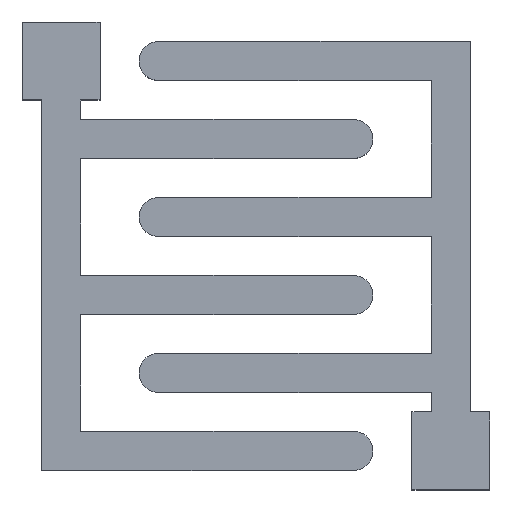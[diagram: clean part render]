
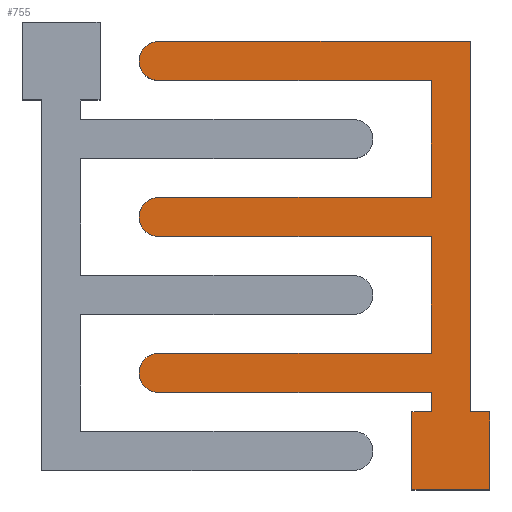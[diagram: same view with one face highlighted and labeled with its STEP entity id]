
A CAD part, top view. The second image highlights one B-rep face of the part: STEP entity #755.
In plain terms, the highlighted planar face has unit normal (0, 0, 1).
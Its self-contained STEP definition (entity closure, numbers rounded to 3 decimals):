
#18=CIRCLE('',#801,0.25);
#20=CIRCLE('',#807,0.25);
#22=CIRCLE('',#813,0.25);
#53=FACE_OUTER_BOUND('',#93,.T.);
#93=EDGE_LOOP('',(#559,#560,#561,#562,#563,#564,#565,#566,#567,#568,#569,
#570,#571,#572,#573,#574,#575,#576));
#117=LINE('',#1054,#213);
#120=LINE('',#1060,#216);
#123=LINE('',#1066,#219);
#126=LINE('',#1072,#222);
#129=LINE('',#1078,#225);
#132=LINE('',#1084,#228);
#135=LINE('',#1090,#231);
#139=LINE('',#1102,#235);
#142=LINE('',#1108,#238);
#145=LINE('',#1114,#241);
#149=LINE('',#1126,#245);
#152=LINE('',#1132,#248);
#155=LINE('',#1138,#251);
#159=LINE('',#1150,#255);
#162=LINE('',#1154,#258);
#213=VECTOR('',#850,10.);
#216=VECTOR('',#855,10.);
#219=VECTOR('',#860,10.);
#222=VECTOR('',#865,10.);
#225=VECTOR('',#870,10.);
#228=VECTOR('',#875,10.);
#231=VECTOR('',#880,10.);
#235=VECTOR('',#892,10.);
#238=VECTOR('',#897,10.);
#241=VECTOR('',#902,10.);
#245=VECTOR('',#914,10.);
#248=VECTOR('',#919,10.);
#251=VECTOR('',#924,10.);
#255=VECTOR('',#936,10.);
#258=VECTOR('',#941,10.);
#309=VERTEX_POINT('',#1051);
#310=VERTEX_POINT('',#1053);
#312=VERTEX_POINT('',#1059);
#314=VERTEX_POINT('',#1065);
#316=VERTEX_POINT('',#1071);
#318=VERTEX_POINT('',#1077);
#320=VERTEX_POINT('',#1083);
#322=VERTEX_POINT('',#1089);
#324=VERTEX_POINT('',#1095);
#326=VERTEX_POINT('',#1101);
#328=VERTEX_POINT('',#1107);
#330=VERTEX_POINT('',#1113);
#332=VERTEX_POINT('',#1119);
#334=VERTEX_POINT('',#1125);
#336=VERTEX_POINT('',#1131);
#338=VERTEX_POINT('',#1137);
#340=VERTEX_POINT('',#1143);
#342=VERTEX_POINT('',#1149);
#381=EDGE_CURVE('',#310,#309,#117,.T.);
#384=EDGE_CURVE('',#312,#310,#120,.T.);
#387=EDGE_CURVE('',#314,#312,#123,.T.);
#390=EDGE_CURVE('',#316,#314,#126,.T.);
#393=EDGE_CURVE('',#318,#316,#129,.T.);
#396=EDGE_CURVE('',#320,#318,#132,.T.);
#399=EDGE_CURVE('',#322,#320,#135,.T.);
#402=EDGE_CURVE('',#324,#322,#18,.T.);
#405=EDGE_CURVE('',#326,#324,#139,.T.);
#408=EDGE_CURVE('',#328,#326,#142,.T.);
#411=EDGE_CURVE('',#330,#328,#145,.T.);
#414=EDGE_CURVE('',#332,#330,#20,.T.);
#417=EDGE_CURVE('',#334,#332,#149,.T.);
#420=EDGE_CURVE('',#336,#334,#152,.T.);
#423=EDGE_CURVE('',#338,#336,#155,.T.);
#426=EDGE_CURVE('',#340,#338,#22,.T.);
#429=EDGE_CURVE('',#342,#340,#159,.T.);
#432=EDGE_CURVE('',#309,#342,#162,.T.);
#559=ORIENTED_EDGE('',*,*,#432,.T.);
#560=ORIENTED_EDGE('',*,*,#429,.T.);
#561=ORIENTED_EDGE('',*,*,#426,.T.);
#562=ORIENTED_EDGE('',*,*,#423,.T.);
#563=ORIENTED_EDGE('',*,*,#420,.T.);
#564=ORIENTED_EDGE('',*,*,#417,.T.);
#565=ORIENTED_EDGE('',*,*,#414,.T.);
#566=ORIENTED_EDGE('',*,*,#411,.T.);
#567=ORIENTED_EDGE('',*,*,#408,.T.);
#568=ORIENTED_EDGE('',*,*,#405,.T.);
#569=ORIENTED_EDGE('',*,*,#402,.T.);
#570=ORIENTED_EDGE('',*,*,#399,.T.);
#571=ORIENTED_EDGE('',*,*,#396,.T.);
#572=ORIENTED_EDGE('',*,*,#393,.T.);
#573=ORIENTED_EDGE('',*,*,#390,.T.);
#574=ORIENTED_EDGE('',*,*,#387,.T.);
#575=ORIENTED_EDGE('',*,*,#384,.T.);
#576=ORIENTED_EDGE('',*,*,#381,.T.);
#718=PLANE('',#816);
#755=ADVANCED_FACE('',(#53),#718,.T.);
#801=AXIS2_PLACEMENT_3D('',#1096,#886,#887);
#807=AXIS2_PLACEMENT_3D('',#1120,#908,#909);
#813=AXIS2_PLACEMENT_3D('',#1144,#930,#931);
#816=AXIS2_PLACEMENT_3D('',#1155,#942,#943);
#850=DIRECTION('',(-1.,0.,0.));
#855=DIRECTION('',(0.,1.,0.));
#860=DIRECTION('',(1.,0.,0.));
#865=DIRECTION('',(0.,-1.,0.));
#870=DIRECTION('',(-1.,0.,0.));
#875=DIRECTION('',(0.,-1.,0.));
#880=DIRECTION('',(1.,0.,0.));
#886=DIRECTION('center_axis',(0.,0.,1.));
#887=DIRECTION('ref_axis',(0.,1.,0.));
#892=DIRECTION('',(-1.,0.,0.));
#897=DIRECTION('',(0.,-1.,0.));
#902=DIRECTION('',(1.,0.,0.));
#908=DIRECTION('center_axis',(0.,0.,1.));
#909=DIRECTION('ref_axis',(0.,1.,0.));
#914=DIRECTION('',(-1.,0.,0.));
#919=DIRECTION('',(0.,-1.,0.));
#924=DIRECTION('',(1.,0.,0.));
#930=DIRECTION('center_axis',(0.,0.,1.));
#931=DIRECTION('ref_axis',(0.,1.,0.));
#936=DIRECTION('',(-1.,0.,0.));
#941=DIRECTION('',(0.,1.,0.));
#942=DIRECTION('center_axis',(0.,0.,1.));
#943=DIRECTION('ref_axis',(1.,0.,0.));
#1051=CARTESIAN_POINT('',(-1.994,22.587,1.));
#1053=CARTESIAN_POINT('',(-1.744,22.587,1.));
#1054=CARTESIAN_POINT('',(-2.744,22.587,1.));
#1059=CARTESIAN_POINT('',(-1.744,21.587,1.));
#1060=CARTESIAN_POINT('',(-1.744,22.587,1.));
#1065=CARTESIAN_POINT('',(-2.744,21.587,1.));
#1066=CARTESIAN_POINT('',(-1.744,21.587,1.));
#1071=CARTESIAN_POINT('',(-2.744,22.587,1.));
#1072=CARTESIAN_POINT('',(-2.744,21.587,1.));
#1077=CARTESIAN_POINT('',(-2.494,22.587,1.));
#1078=CARTESIAN_POINT('',(-2.744,22.587,1.));
#1083=CARTESIAN_POINT('',(-2.494,22.837,1.));
#1084=CARTESIAN_POINT('',(-2.494,27.337,1.));
#1089=CARTESIAN_POINT('',(-5.994,22.837,1.));
#1090=CARTESIAN_POINT('',(-5.994,22.837,1.));
#1095=CARTESIAN_POINT('',(-5.994,23.337,1.));
#1096=CARTESIAN_POINT('Origin',(-5.994,23.087,1.));
#1101=CARTESIAN_POINT('',(-2.494,23.337,1.));
#1102=CARTESIAN_POINT('',(-2.494,23.337,1.));
#1107=CARTESIAN_POINT('',(-2.494,24.837,1.));
#1108=CARTESIAN_POINT('',(-2.494,27.337,1.));
#1113=CARTESIAN_POINT('',(-5.994,24.837,1.));
#1114=CARTESIAN_POINT('',(-5.994,24.837,1.));
#1119=CARTESIAN_POINT('',(-5.994,25.337,1.));
#1120=CARTESIAN_POINT('Origin',(-5.994,25.087,1.));
#1125=CARTESIAN_POINT('',(-2.494,25.337,1.));
#1126=CARTESIAN_POINT('',(-2.494,25.337,1.));
#1131=CARTESIAN_POINT('',(-2.494,26.837,1.));
#1132=CARTESIAN_POINT('',(-2.494,27.337,1.));
#1137=CARTESIAN_POINT('',(-5.994,26.837,1.));
#1138=CARTESIAN_POINT('',(-5.994,26.837,1.));
#1143=CARTESIAN_POINT('',(-5.994,27.337,1.));
#1144=CARTESIAN_POINT('Origin',(-5.994,27.087,1.));
#1149=CARTESIAN_POINT('',(-1.994,27.337,1.));
#1150=CARTESIAN_POINT('',(-1.994,27.337,1.));
#1154=CARTESIAN_POINT('',(-1.994,22.587,1.));
#1155=CARTESIAN_POINT('Origin',(-3.994,24.462,1.));
